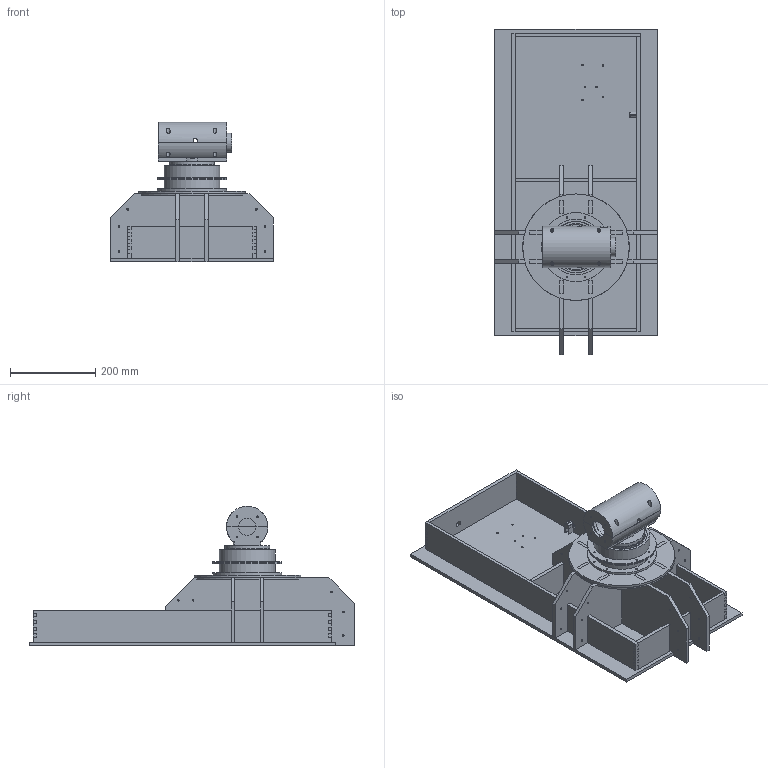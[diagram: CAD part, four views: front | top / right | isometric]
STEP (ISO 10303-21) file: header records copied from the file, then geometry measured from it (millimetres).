
FILE_DESCRIPTION(/* description */ (''),/* implementation_level */ '2;1');
FILE_NAME(/* name */ 'Bachelor Project.step',/* time_stamp */ '2023-06-09T16:21:59+02:00',/* author */ (''),/* organization */ (''),/* preprocessor_version */ 'ST-DEVELOPER v19.2',/* originating_system */ 'Autodesk Translation Framework v12.4.0.73',/* authorisation */ '');
FILE_SCHEMA (('AUTOMOTIVE_DESIGN { 1 0 10303 214 3 1 1 }'));
Length unit declared in the file: millimetre
Products named in the file (4): Bachelor Project; Robot arm base; Turntable; 30213-A
Assembly tree (4 placements, depth 3):
  Bachelor Project
    Robot arm base
    Turntable
      30213-A  x2
Bounding box: 382 x 764.76 x 327.62 mm (x, y, z)
Volume: 7115945.1 mm3; surface area: 2057130.6 mm2
Topology: 38 solids, 38 shells, 843 faces, 2233 edges, 1485 vertices
Faces by surface type: plane 584, cylinder 201, cone 38, torus 20
Full cylindrical faces by diameter (mm): 3 x3, 3.175 x6, 3.5 x4, 3.75 x82, 6 x24, 7 x4, 8 x1, 8.5 x8, 11 x6, 30 x1, 45 x1, 46 x1, 63 x2, 64.75 x1, 65 x2, 82.15 x2, 86.557 x2, 90 x3, 98.554 x2, 101 x1, 102.554 x2, 105 x1, 120 x2, 120.6 x2, 131 x2, 162 x3, 250 x1
Entity records: 25583 total; most frequent: CARTESIAN_POINT 4775, ORIENTED_EDGE 4202, DIRECTION 4128, EDGE_CURVE 2101, LINE 1582, VECTOR 1582, VERTEX_POINT 1399, AXIS2_PLACEMENT_3D 1273
